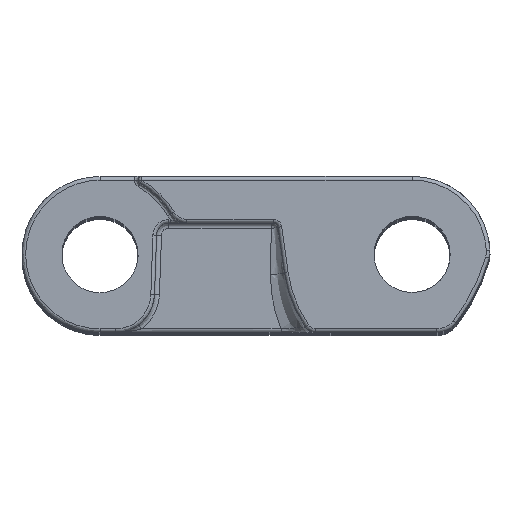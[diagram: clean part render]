
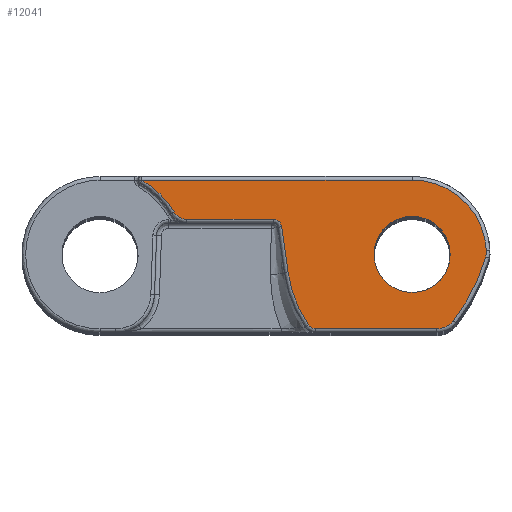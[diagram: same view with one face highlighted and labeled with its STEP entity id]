
A CAD part, top view. The second image highlights one B-rep face of the part: STEP entity #12041.
In plain terms, the highlighted planar face has unit normal (0, 0, 1).
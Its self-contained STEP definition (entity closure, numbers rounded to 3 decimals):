
#19=FACE_BOUND('',#2515,.T.);
#664=CIRCLE('',#12925,6.05);
#726=CIRCLE('',#13035,1.7);
#730=CIRCLE('',#13041,0.7);
#740=CIRCLE('',#13060,1.2);
#743=CIRCLE('',#13066,6.9);
#744=CIRCLE('',#13068,14.94);
#745=CIRCLE('',#13069,1.7);
#746=CIRCLE('',#13070,0.7);
#747=CIRCLE('',#13071,10.2);
#748=CIRCLE('',#13072,3.1);
#1718=FACE_OUTER_BOUND('',#2514,.T.);
#2514=EDGE_LOOP('',(#8961,#8962,#8963,#8964,#8965,#8966,#8967,#8968,#8969,
#8970,#8971,#8972,#8973,#8974));
#2515=EDGE_LOOP('',(#8975));
#3599=LINE('',#26488,#4374);
#3601=LINE('',#26498,#4376);
#3638=LINE('',#29295,#4413);
#3649=LINE('',#29973,#4424);
#3651=LINE('',#29994,#4426);
#4374=VECTOR('',#14744,0.021);
#4376=VECTOR('',#14760,22.);
#4413=VECTOR('',#15029,9.868);
#4424=VECTOR('',#15078,7.025);
#4426=VECTOR('',#15108,3.703);
#5275=VERTEX_POINT('',#26481);
#5277=VERTEX_POINT('',#26487);
#5278=VERTEX_POINT('',#26497);
#5280=VERTEX_POINT('',#26503);
#5350=VERTEX_POINT('',#29288);
#5351=VERTEX_POINT('',#29290);
#5352=VERTEX_POINT('',#29294);
#5354=VERTEX_POINT('',#29300);
#5366=VERTEX_POINT('',#29970);
#5367=VERTEX_POINT('',#29972);
#5369=VERTEX_POINT('',#29978);
#5370=VERTEX_POINT('',#29988);
#5371=VERTEX_POINT('',#29991);
#5372=VERTEX_POINT('',#29993);
#5373=VERTEX_POINT('',#29996);
#6506=EDGE_CURVE('',#5275,#5277,#3599,.T.);
#6511=EDGE_CURVE('',#5277,#5278,#3601,.T.);
#6514=EDGE_CURVE('',#5278,#5280,#664,.T.);
#6642=EDGE_CURVE('',#5350,#5351,#726,.T.);
#6644=EDGE_CURVE('',#5351,#5352,#3638,.T.);
#6647=EDGE_CURVE('',#5352,#5354,#730,.T.);
#6669=EDGE_CURVE('',#5366,#5367,#3649,.T.);
#6672=EDGE_CURVE('',#5367,#5369,#740,.T.);
#6676=EDGE_CURVE('',#5369,#5275,#743,.T.);
#6677=EDGE_CURVE('',#5370,#5350,#744,.T.);
#6678=EDGE_CURVE('',#5280,#5370,#745,.T.);
#6679=EDGE_CURVE('',#5371,#5366,#746,.T.);
#6680=EDGE_CURVE('',#5372,#5371,#3651,.T.);
#6681=EDGE_CURVE('',#5354,#5372,#747,.T.);
#6682=EDGE_CURVE('',#5373,#5373,#748,.T.);
#8961=ORIENTED_EDGE('',*,*,#6647,.F.);
#8962=ORIENTED_EDGE('',*,*,#6644,.F.);
#8963=ORIENTED_EDGE('',*,*,#6642,.F.);
#8964=ORIENTED_EDGE('',*,*,#6677,.F.);
#8965=ORIENTED_EDGE('',*,*,#6678,.F.);
#8966=ORIENTED_EDGE('',*,*,#6514,.F.);
#8967=ORIENTED_EDGE('',*,*,#6511,.F.);
#8968=ORIENTED_EDGE('',*,*,#6506,.F.);
#8969=ORIENTED_EDGE('',*,*,#6676,.F.);
#8970=ORIENTED_EDGE('',*,*,#6672,.F.);
#8971=ORIENTED_EDGE('',*,*,#6669,.F.);
#8972=ORIENTED_EDGE('',*,*,#6679,.F.);
#8973=ORIENTED_EDGE('',*,*,#6680,.F.);
#8974=ORIENTED_EDGE('',*,*,#6681,.F.);
#8975=ORIENTED_EDGE('',*,*,#6682,.T.);
#11675=PLANE('',#13067);
#12041=ADVANCED_FACE('',(#1718,#19),#11675,.F.);
#12925=AXIS2_PLACEMENT_3D('',#26504,#14767,#14768);
#13035=AXIS2_PLACEMENT_3D('',#29291,#15023,#15024);
#13041=AXIS2_PLACEMENT_3D('',#29301,#15036,#15037);
#13060=AXIS2_PLACEMENT_3D('',#29979,#15085,#15086);
#13066=AXIS2_PLACEMENT_3D('',#29986,#15098,#15099);
#13067=AXIS2_PLACEMENT_3D('',#29987,#15100,#15101);
#13068=AXIS2_PLACEMENT_3D('',#29989,#15102,#15103);
#13069=AXIS2_PLACEMENT_3D('',#29990,#15104,#15105);
#13070=AXIS2_PLACEMENT_3D('',#29992,#15106,#15107);
#13071=AXIS2_PLACEMENT_3D('',#29995,#15109,#15110);
#13072=AXIS2_PLACEMENT_3D('',#29997,#15111,#15112);
#14744=DIRECTION('',(0.,1.,0.));
#14760=DIRECTION('',(1.,0.,0.));
#14767=DIRECTION('center_axis',(0.,0.,-1.));
#14768=DIRECTION('ref_axis',(0.,1.,0.));
#15023=DIRECTION('center_axis',(0.,0.,-1.));
#15024=DIRECTION('ref_axis',(0.787,-0.617,0.));
#15029=DIRECTION('',(-1.,0.,0.));
#15036=DIRECTION('center_axis',(0.,0.,-1.));
#15037=DIRECTION('ref_axis',(0.,-1.,0.));
#15078=DIRECTION('',(-1.,0.,0.));
#15085=DIRECTION('center_axis',(0.,0.,-1.));
#15086=DIRECTION('ref_axis',(0.,-1.,0.));
#15098=DIRECTION('center_axis',(0.,0.,1.));
#15099=DIRECTION('ref_axis',(0.866,0.501,0.));
#15100=DIRECTION('center_axis',(0.,0.,-1.));
#15101=DIRECTION('ref_axis',(-1.,0.,0.));
#15102=DIRECTION('center_axis',(0.,0.,-1.));
#15103=DIRECTION('ref_axis',(0.963,-0.27,0.));
#15104=DIRECTION('center_axis',(0.,0.,-1.));
#15105=DIRECTION('ref_axis',(0.998,0.055,0.));
#15106=DIRECTION('center_axis',(0.,0.,1.));
#15107=DIRECTION('ref_axis',(0.99,0.139,0.));
#15108=DIRECTION('',(-0.139,0.99,0.));
#15109=DIRECTION('center_axis',(0.,0.,-1.));
#15110=DIRECTION('ref_axis',(-0.826,-0.563,0.));
#15111=DIRECTION('center_axis',(0.,0.,-1.));
#15112=DIRECTION('ref_axis',(0.,1.,0.));
#26481=CARTESIAN_POINT('',(-9.3,6.029,76.1));
#26487=CARTESIAN_POINT('',(-9.3,6.05,76.1));
#26488=CARTESIAN_POINT('',(-9.3,6.029,76.1));
#26497=CARTESIAN_POINT('',(12.7,6.05,76.1));
#26498=CARTESIAN_POINT('',(-9.3,6.05,76.1));
#26503=CARTESIAN_POINT('',(18.741,0.334,76.1));
#26504=CARTESIAN_POINT('Origin',(12.7,0.,76.1));
#29288=CARTESIAN_POINT('',(16.056,-5.398,76.1));
#29290=CARTESIAN_POINT('',(14.718,-6.05,76.1));
#29291=CARTESIAN_POINT('Origin',(14.718,-4.35,76.1));
#29294=CARTESIAN_POINT('',(4.85,-6.05,76.1));
#29295=CARTESIAN_POINT('',(14.718,-6.05,76.1));
#29300=CARTESIAN_POINT('',(4.271,-5.744,76.1));
#29301=CARTESIAN_POINT('Origin',(4.85,-5.35,76.1));
#29970=CARTESIAN_POINT('',(1.391,2.85,76.1));
#29972=CARTESIAN_POINT('',(-5.635,2.85,76.1));
#29973=CARTESIAN_POINT('',(1.391,2.85,76.1));
#29978=CARTESIAN_POINT('',(-6.673,3.449,76.1));
#29979=CARTESIAN_POINT('Origin',(-5.635,4.05,76.1));
#29986=CARTESIAN_POINT('Origin',(-12.647,-0.005,76.1));
#29987=CARTESIAN_POINT('Origin',(30.,-15.,76.1));
#29988=CARTESIAN_POINT('',(18.68,-0.219,76.1));
#29989=CARTESIAN_POINT('Origin',(4.295,3.815,76.1));
#29990=CARTESIAN_POINT('Origin',(17.043,0.24,76.1));
#29991=CARTESIAN_POINT('',(2.084,2.247,76.1));
#29992=CARTESIAN_POINT('Origin',(1.391,2.15,76.1));
#29993=CARTESIAN_POINT('',(2.599,-1.42,76.1));
#29994=CARTESIAN_POINT('',(2.599,-1.42,76.1));
#29995=CARTESIAN_POINT('Origin',(12.7,0.,76.1));
#29996=CARTESIAN_POINT('',(12.7,-3.1,76.1));
#29997=CARTESIAN_POINT('Origin',(12.7,0.,76.1));
